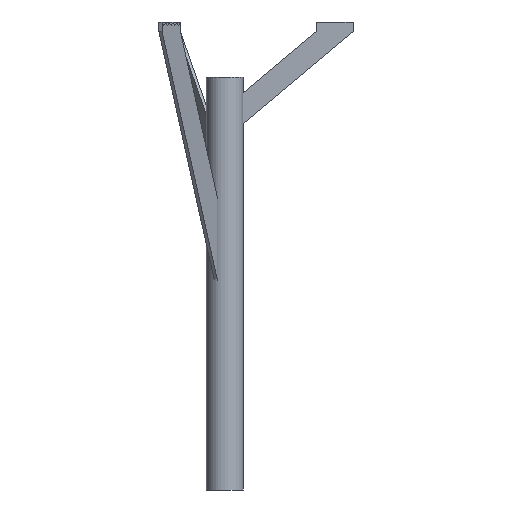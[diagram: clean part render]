
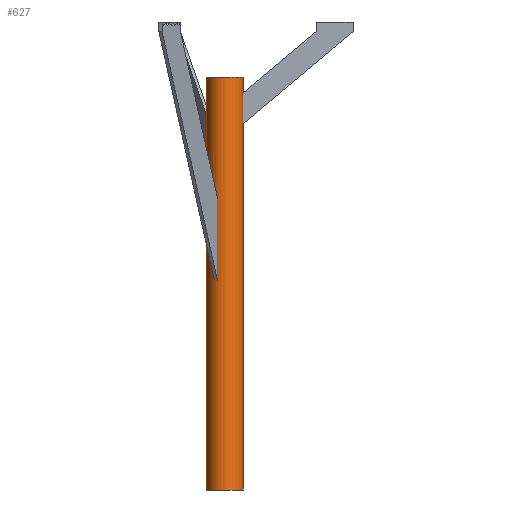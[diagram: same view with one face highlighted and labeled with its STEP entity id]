
A CAD part, front view. The second image highlights one B-rep face of the part: STEP entity #627.
In plain terms, the highlighted cylindrical face has radius 10 mm (diameter 20 mm), a full revolution.
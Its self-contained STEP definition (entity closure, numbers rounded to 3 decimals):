
#22=LINE('',#900,#105);
#105=VECTOR('',#737,10.);
#188=CYLINDRICAL_SURFACE('',#684,10.);
#193=FACE_OUTER_BOUND('',#231,.T.);
#231=EDGE_LOOP('',(#422,#423,#424,#425));
#267=CIRCLE('',#680,10.);
#270=CIRCLE('',#685,10.);
#271=VERTEX_POINT('',#889);
#274=VERTEX_POINT('',#898);
#329=EDGE_CURVE('',#271,#271,#267,.T.);
#333=EDGE_CURVE('',#274,#274,#270,.T.);
#334=EDGE_CURVE('',#274,#271,#22,.T.);
#422=ORIENTED_EDGE('',*,*,#333,.F.);
#423=ORIENTED_EDGE('',*,*,#334,.T.);
#424=ORIENTED_EDGE('',*,*,#329,.T.);
#425=ORIENTED_EDGE('',*,*,#334,.F.);
#627=ADVANCED_FACE('',(#193),#188,.T.);
#680=AXIS2_PLACEMENT_3D('',#890,#724,#725);
#684=AXIS2_PLACEMENT_3D('',#897,#733,#734);
#685=AXIS2_PLACEMENT_3D('',#899,#735,#736);
#724=DIRECTION('center_axis',(0.,0.,-1.));
#725=DIRECTION('ref_axis',(1.,0.,0.));
#733=DIRECTION('center_axis',(0.,0.,-1.));
#734=DIRECTION('ref_axis',(1.,0.,0.));
#735=DIRECTION('center_axis',(0.,0.,-1.));
#736=DIRECTION('ref_axis',(1.,0.,0.));
#737=DIRECTION('',(0.,0.,1.));
#889=CARTESIAN_POINT('',(-10.,0.,-25.));
#890=CARTESIAN_POINT('Origin',(0.,0.,-25.));
#897=CARTESIAN_POINT('Origin',(0.,0.,0.));
#898=CARTESIAN_POINT('',(-10.,0.,-250.));
#899=CARTESIAN_POINT('Origin',(0.,0.,-250.));
#900=CARTESIAN_POINT('',(-10.,0.,0.));
